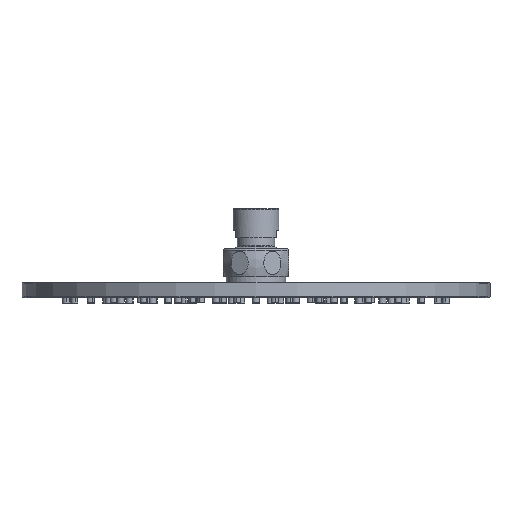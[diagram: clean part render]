
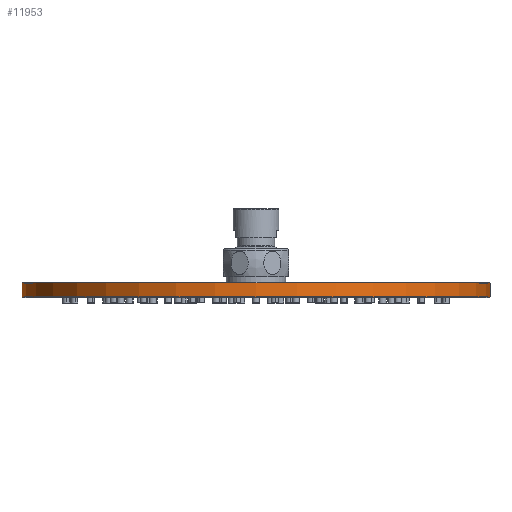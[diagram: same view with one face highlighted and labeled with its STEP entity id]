
A CAD part, top view. The second image highlights one B-rep face of the part: STEP entity #11953.
In plain terms, the highlighted cylindrical face has radius 3175 mm (diameter 6350 mm), a partial arc.
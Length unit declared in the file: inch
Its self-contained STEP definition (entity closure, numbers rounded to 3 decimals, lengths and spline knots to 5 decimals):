
#1361=DIRECTION('',(0.,1.,0.));
#1362=VECTOR('',#1361,7.4);
#1363=CARTESIAN_POINT('',(125.,0.3,0.));
#1364=LINE('',#1363,#1362);
#1365=CARTESIAN_POINT('',(0.,7.7,0.));
#1366=DIRECTION('',(0.,1.,0.));
#1367=DIRECTION('',(-1.,0.,0.));
#1368=AXIS2_PLACEMENT_3D('',#1365,#1366,#1367);
#1370=CARTESIAN_POINT('',(0.,0.3,0.));
#1371=DIRECTION('',(0.,-1.,0.));
#1372=DIRECTION('',(1.,0.,0.));
#1373=AXIS2_PLACEMENT_3D('',#1370,#1371,#1372);
#1375=DIRECTION('',(0.,1.,0.));
#1376=VECTOR('',#1375,7.4);
#1377=CARTESIAN_POINT('',(-125.,0.3,0.));
#1378=LINE('',#1377,#1376);
#8459=CARTESIAN_POINT('',(-125.,7.7,0.));
#8460=CARTESIAN_POINT('',(125.,7.7,0.));
#8461=VERTEX_POINT('',#8459);
#8462=VERTEX_POINT('',#8460);
#8467=CARTESIAN_POINT('',(125.,0.3,0.));
#8468=CARTESIAN_POINT('',(-125.,0.3,0.));
#8469=VERTEX_POINT('',#8467);
#8470=VERTEX_POINT('',#8468);
#11941=CARTESIAN_POINT('',(0.,0.,0.));
#11942=DIRECTION('',(0.,1.,0.));
#11943=DIRECTION('',(1.,0.,0.));
#11944=AXIS2_PLACEMENT_3D('',#11941,#11942,#11943);
#11945=CYLINDRICAL_SURFACE('',#11944,125.);
#11946=ORIENTED_EDGE('',*,*,#11906,.T.);
#11947=ORIENTED_EDGE('',*,*,#11936,.F.);
#11949=ORIENTED_EDGE('',*,*,#11948,.T.);
#11950=ORIENTED_EDGE('',*,*,#11932,.T.);
#11951=EDGE_LOOP('',(#11946,#11947,#11949,#11950));
#11952=FACE_OUTER_BOUND('',#11951,.F.);
#11953=ADVANCED_FACE('',(#11952),#11945,.T.);
#1369=CIRCLE('',#1368,125.);
#1374=CIRCLE('',#1373,125.);
#11906=EDGE_CURVE('',#8461,#8462,#1369,.T.);
#11932=EDGE_CURVE('',#8470,#8461,#1378,.T.);
#11936=EDGE_CURVE('',#8469,#8462,#1364,.T.);
#11948=EDGE_CURVE('',#8469,#8470,#1374,.T.);
